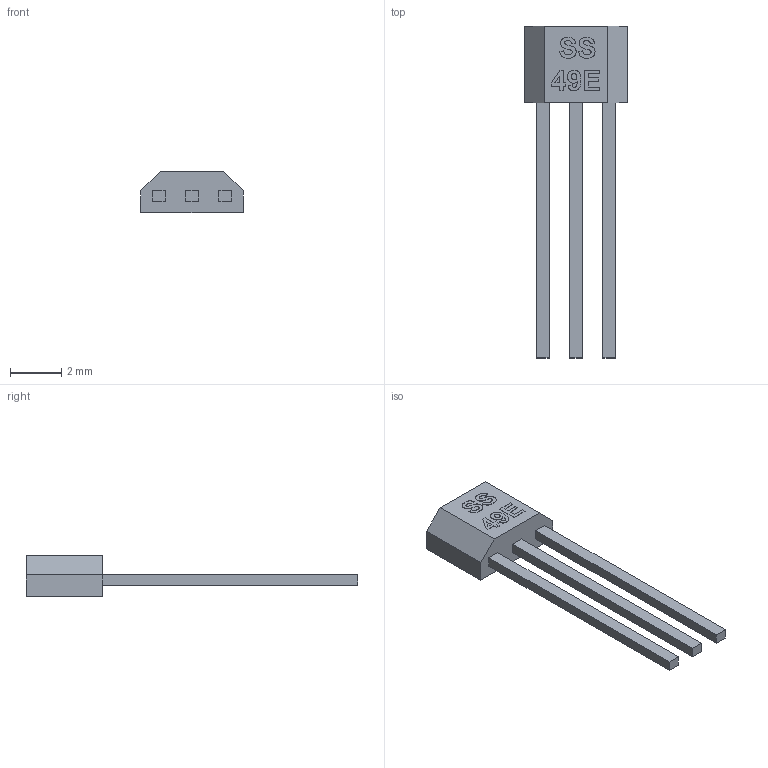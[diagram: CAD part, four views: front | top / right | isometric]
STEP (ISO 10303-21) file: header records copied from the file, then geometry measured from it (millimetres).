
FILE_DESCRIPTION (( 'STEP AP214' ), '1' );
FILE_NAME ('SW3dPS-SS49E.STEP', '2009-06-19T15:03:38', ( 'sysAdmin' ), ( 'SolidWorks' ), 'SwSTEP 2.0', 'SolidWorks 2009', '' );
FILE_SCHEMA (( 'AUTOMOTIVE_DESIGN' ));
Length unit declared in the file: millimetre
Products named in the file (1): SW3dPS-SS49E
Bounding box: 4 x 13 x 1.61 mm (x, y, z)
Volume: 23.5 mm3; surface area: 96.8 mm2
Topology: 1 solids, 1 shells, 103 faces, 273 edges, 182 vertices
Faces by surface type: plane 61, bspline 42
Entity records: 6476 total; most frequent: CARTESIAN_POINT 3145, ORIENTED_EDGE 546, DIRECTION 313, EDGE_CURVE 273, VECTOR 189, LINE 189, VERTEX_POINT 182, EDGE_LOOP 113
